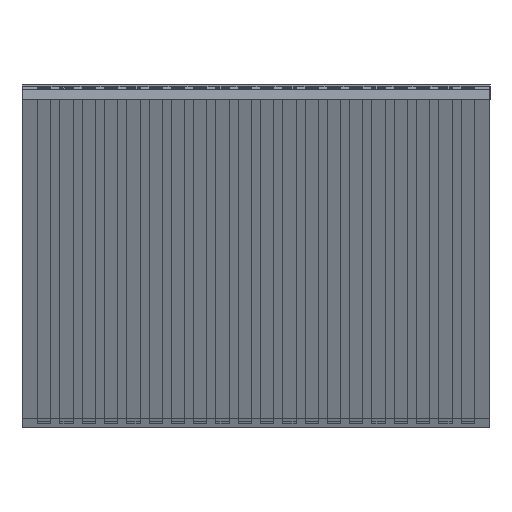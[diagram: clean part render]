
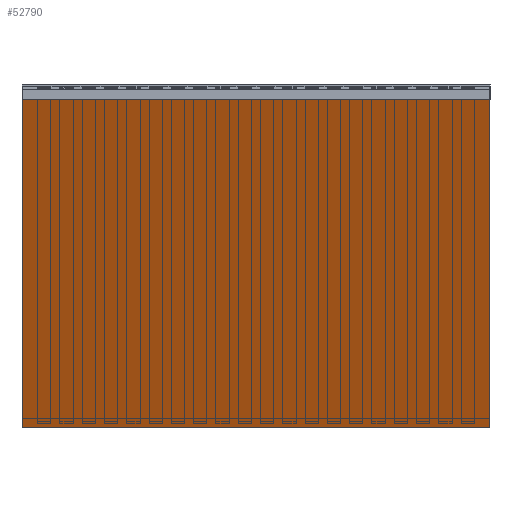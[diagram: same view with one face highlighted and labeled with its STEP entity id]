
A CAD part, left-side view. The second image highlights one B-rep face of the part: STEP entity #52790.
In plain terms, the highlighted planar face has unit normal (-0.916, 0, -0.401).
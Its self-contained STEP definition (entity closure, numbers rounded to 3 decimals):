
#44=B_SPLINE_CURVE_WITH_KNOTS('',3,(#66816,#66817,#66818,#66819),
 .UNSPECIFIED.,.F.,.F.,(4,4),(0.,1.),.UNSPECIFIED.);
#1449=ORIENTED_EDGE('',*,*,#12925,.F.);
#1450=ORIENTED_EDGE('',*,*,#13097,.F.);
#1451=ORIENTED_EDGE('',*,*,#13012,.T.);
#1452=ORIENTED_EDGE('',*,*,#13099,.T.);
#12925=EDGE_CURVE('',#18760,#18761,#22659,.T.);
#13012=EDGE_CURVE('',#18847,#18846,#22746,.T.);
#13097=EDGE_CURVE('',#18847,#18760,#44,.T.);
#13099=EDGE_CURVE('',#18846,#18761,#22832,.T.);
#18760=VERTEX_POINT('',#66493);
#18761=VERTEX_POINT('',#66495);
#18846=VERTEX_POINT('',#66668);
#18847=VERTEX_POINT('',#66670);
#22659=LINE('',#66494,#27715);
#22746=LINE('',#66669,#27802);
#22832=LINE('',#66823,#27888);
#27715=VECTOR('',#57176,1000.);
#27802=VECTOR('',#57267,1000.);
#27888=VECTOR('',#57373,1000.);
#32549=EDGE_LOOP('',(#1449,#1450,#1451,#1452));
#34573=FACE_BOUND('',#32549,.T.);
#36597=PLANE('',#54841);
#52790=ADVANCED_FACE('',(#34573),#36597,.T.);
#54841=AXIS2_PLACEMENT_3D('',#66822,#57371,#57372);
#57176=DIRECTION('',(0.401,0.,-0.916));
#57267=DIRECTION('',(0.401,0.,-0.916));
#57371=DIRECTION('',(-0.916,0.,-0.401));
#57372=DIRECTION('',(-0.401,0.,0.916));
#57373=DIRECTION('',(0.,-1.,0.));
#66493=CARTESIAN_POINT('',(35.04,0.,-0.167));
#66494=CARTESIAN_POINT('',(35.04,0.,-0.167));
#66495=CARTESIAN_POINT('',(38.32,0.,-7.66));
#66668=CARTESIAN_POINT('',(38.32,10.5,-7.66));
#66669=CARTESIAN_POINT('',(35.04,10.5,-0.167));
#66670=CARTESIAN_POINT('',(35.04,10.5,-0.167));
#66816=CARTESIAN_POINT('',(35.04,10.5,-0.167));
#66817=CARTESIAN_POINT('',(35.04,7.,-0.167));
#66818=CARTESIAN_POINT('',(35.04,3.5,-0.167));
#66819=CARTESIAN_POINT('',(35.04,0.,-0.167));
#66822=CARTESIAN_POINT('',(35.04,10.5,-0.167));
#66823=CARTESIAN_POINT('',(38.32,10.5,-7.66));
